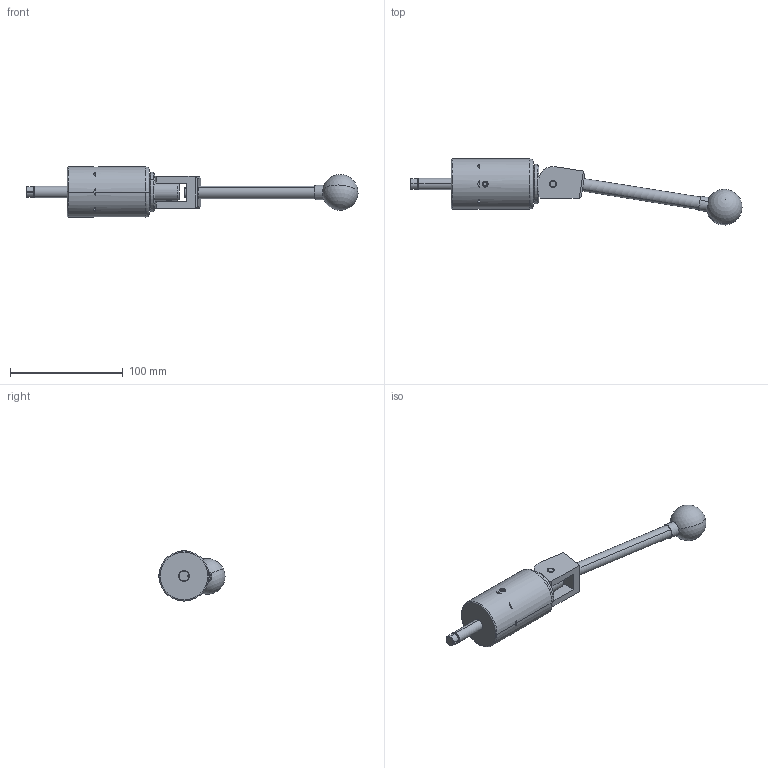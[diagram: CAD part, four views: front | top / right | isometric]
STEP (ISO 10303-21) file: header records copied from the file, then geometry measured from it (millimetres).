
FILE_DESCRIPTION (( 'STEP AP214' ), '1' );
FILE_NAME ('CTSC-003505.STEP', '2025-07-28T16:32:18', ( '' ), ( '' ), 'SwSTEP 2.0', 'SolidWorks 2023', '' );
FILE_SCHEMA (( 'AUTOMOTIVE_DESIGN' ));
Length unit declared in the file: inch
Products named in the file (1): CTSC-003505
Bounding box: 294.93 x 58.69 x 44.45 mm (x, y, z)
Volume: 168656.1 mm3; surface area: 34019.1 mm2
Topology: 6 solids, 6 shells, 193 faces, 495 edges, 311 vertices
Faces by surface type: cylinder 78, plane 66, cone 36, torus 8, bspline 3, sphere 2
Entity records: 9633 total; most frequent: CARTESIAN_POINT 2450, ORIENTED_EDGE 976, DIRECTION 974, EDGE_CURVE 488, AXIS2_PLACEMENT_3D 387, VERTEX_POINT 308, EDGE_LOOP 222, LINE 200
